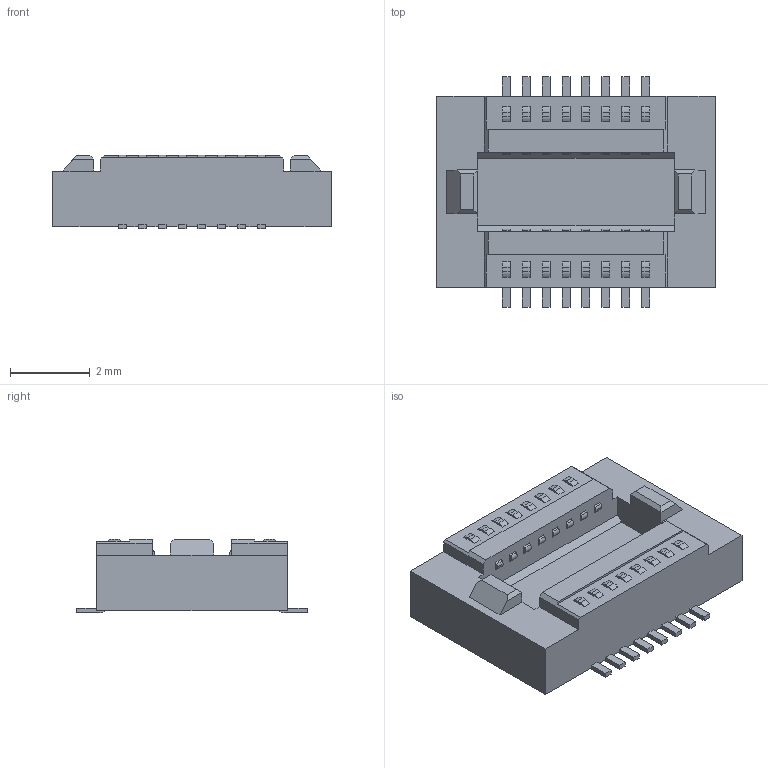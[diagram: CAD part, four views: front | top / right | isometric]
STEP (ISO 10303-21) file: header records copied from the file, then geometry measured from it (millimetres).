
FILE_DESCRIPTION (( 'STEP AP214' ), '1' );
FILE_NAME ('AXK5F16547YG.STEP', '2023-07-21T11:58:56', ( 'USER' ), ( '' ), 'SwSTEP 2.0', 'SolidWorks 2016', '' );
FILE_SCHEMA (( 'AUTOMOTIVE_DESIGN' ));
Length unit declared in the file: millimetre
Products named in the file (1): AXK5F16547YG
Bounding box: 7 x 5.8 x 1.85 mm (x, y, z)
Volume: 45.8 mm3; surface area: 126.7 mm2
Topology: 1 solids, 1 shells, 316 faces, 842 edges, 560 vertices
Faces by surface type: plane 234, cylinder 82
Entity records: 9812 total; most frequent: CARTESIAN_POINT 1719, ORIENTED_EDGE 1684, DIRECTION 1640, EDGE_CURVE 842, VECTOR 678, LINE 678, VERTEX_POINT 560, AXIS2_PLACEMENT_3D 481
